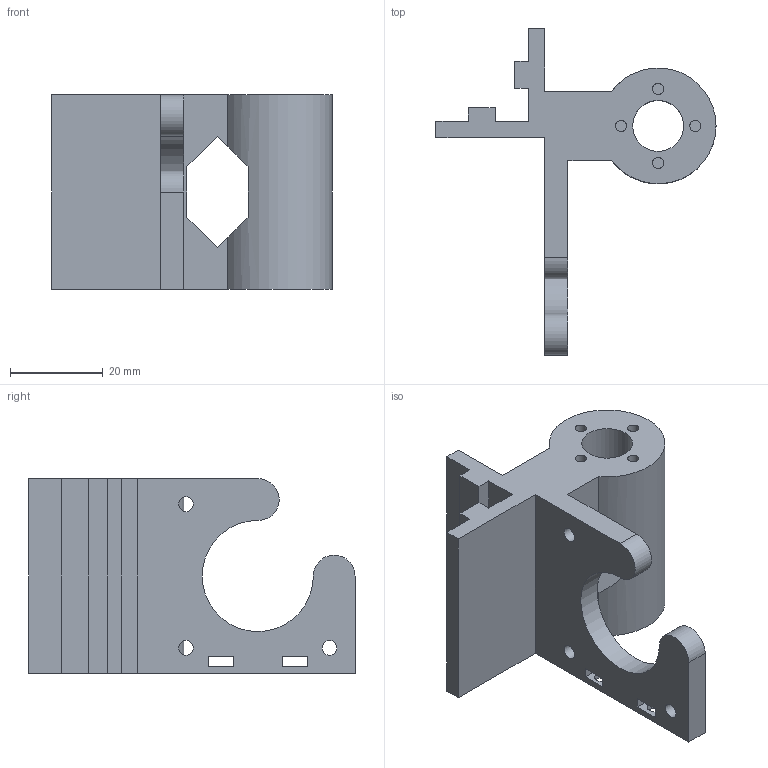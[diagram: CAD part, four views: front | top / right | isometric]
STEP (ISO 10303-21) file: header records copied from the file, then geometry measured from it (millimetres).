
FILE_DESCRIPTION(('FreeCAD Model'),'2;1');
FILE_NAME('x-motor-holder-20x20-TR8-x1.step', '2019-07-13T10:53:18',('Author'),(''), 'Open CASCADE STEP processor 6.8','FreeCAD','Unknown');
FILE_SCHEMA(('AUTOMOTIVE_DESIGN_CC2 { 1 2 10303 214 -1 1 5 4 }'));
Length unit declared in the file: millimetre
Products named in the file (2): ASSEMBLY; x-motor-holder-TR8
Assembly tree (1 placements, depth 2):
  ASSEMBLY
    x-motor-holder-TR8
Bounding box: 60.5 x 70.4 x 42 mm (x, y, z)
Volume: 32952.3 mm3; surface area: 15276.6 mm2
Topology: 1 solids, 1 shells, 61 faces, 167 edges, 112 vertices
Faces by surface type: plane 43, cylinder 18
Full cylindrical faces by diameter (mm): 2.4 x4, 3.2 x7, 6 x2, 11 x1
Entity records: 4900 total; most frequent: CARTESIAN_POINT 1542, DIRECTION 610, LINE 391, VECTOR 391, ORIENTED_EDGE 334, PCURVE 334, DEFINITIONAL_REPRESENTATION 334, EDGE_CURVE 167
